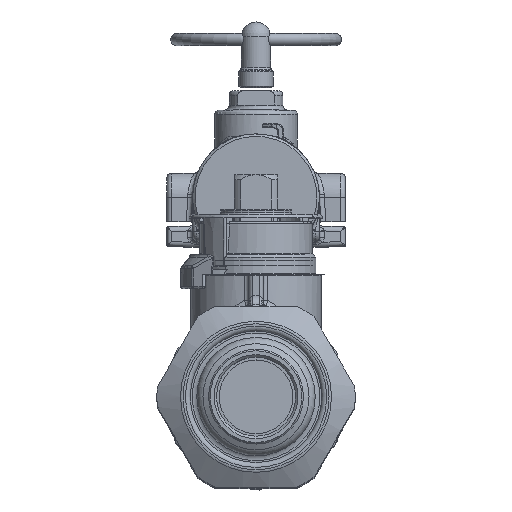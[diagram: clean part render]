
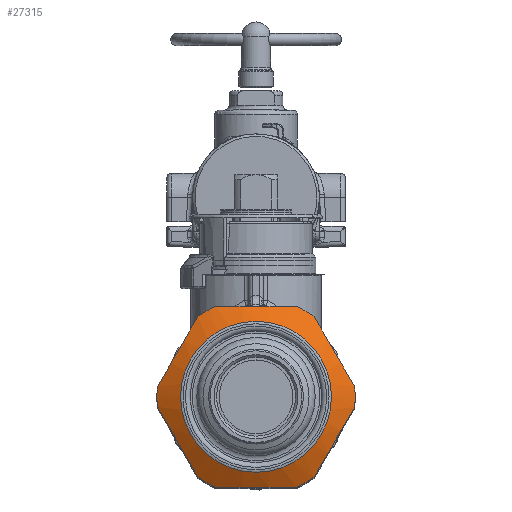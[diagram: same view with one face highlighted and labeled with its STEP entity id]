
A CAD part, top view. The second image highlights one B-rep face of the part: STEP entity #27315.
In plain terms, the highlighted conical face has half-angle 60 degrees and reference radius 17.78 mm.
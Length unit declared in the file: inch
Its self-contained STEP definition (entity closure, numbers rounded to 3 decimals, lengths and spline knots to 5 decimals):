
#73=(
BOUNDED_CURVE()
B_SPLINE_CURVE(2,(#122105,#122106,#122107),.UNSPECIFIED.,.F.,.F.)
B_SPLINE_CURVE_WITH_KNOTS((3,3),(0.,1.67512),.UNSPECIFIED.)
CURVE()
GEOMETRIC_REPRESENTATION_ITEM()
RATIONAL_B_SPLINE_CURVE((1.,1.096,1.))
REPRESENTATION_ITEM('')
);
#74=(
BOUNDED_CURVE()
B_SPLINE_CURVE(2,(#122111,#122112,#122113),.UNSPECIFIED.,.F.,.F.)
B_SPLINE_CURVE_WITH_KNOTS((3,3),(0.,1.67512),.UNSPECIFIED.)
CURVE()
GEOMETRIC_REPRESENTATION_ITEM()
RATIONAL_B_SPLINE_CURVE((1.,1.096,1.))
REPRESENTATION_ITEM('')
);
#75=(
BOUNDED_CURVE()
B_SPLINE_CURVE(2,(#122117,#122118,#122119),.UNSPECIFIED.,.F.,.F.)
B_SPLINE_CURVE_WITH_KNOTS((3,3),(0.,1.67512),.UNSPECIFIED.)
CURVE()
GEOMETRIC_REPRESENTATION_ITEM()
RATIONAL_B_SPLINE_CURVE((1.,1.096,1.))
REPRESENTATION_ITEM('')
);
#76=(
BOUNDED_CURVE()
B_SPLINE_CURVE(2,(#122123,#122124,#122125),.UNSPECIFIED.,.F.,.F.)
B_SPLINE_CURVE_WITH_KNOTS((3,3),(0.,1.67512),.UNSPECIFIED.)
CURVE()
GEOMETRIC_REPRESENTATION_ITEM()
RATIONAL_B_SPLINE_CURVE((1.,1.096,1.))
REPRESENTATION_ITEM('')
);
#77=(
BOUNDED_CURVE()
B_SPLINE_CURVE(2,(#122129,#122130,#122131),.UNSPECIFIED.,.F.,.F.)
B_SPLINE_CURVE_WITH_KNOTS((3,3),(0.,1.67512),.UNSPECIFIED.)
CURVE()
GEOMETRIC_REPRESENTATION_ITEM()
RATIONAL_B_SPLINE_CURVE((1.,1.096,1.))
REPRESENTATION_ITEM('')
);
#78=(
BOUNDED_CURVE()
B_SPLINE_CURVE(2,(#122135,#122136,#122137),.UNSPECIFIED.,.F.,.F.)
B_SPLINE_CURVE_WITH_KNOTS((3,3),(0.,1.67512),.UNSPECIFIED.)
CURVE()
GEOMETRIC_REPRESENTATION_ITEM()
RATIONAL_B_SPLINE_CURVE((1.,1.096,1.))
REPRESENTATION_ITEM('')
);
#1965=CONICAL_SURFACE('',#30278,0.7,1.047);
#3843=FACE_OUTER_BOUND('',#5690,.T.);
#5690=EDGE_LOOP('',(#24867,#24868,#24869,#24870,#24871,#24872,#24873,#24874,
#24875,#24876,#24877,#24878,#24879,#24880,#24881,#24882));
#8539=CIRCLE('',#30275,0.60928);
#8541=CIRCLE('',#30279,0.8);
#8542=CIRCLE('',#30280,0.8);
#8543=CIRCLE('',#30281,0.8);
#8544=CIRCLE('',#30282,0.8);
#8545=CIRCLE('',#30283,0.8);
#8546=CIRCLE('',#30284,0.8);
#8547=CIRCLE('',#30285,0.8);
#9450=LINE('',#122101,#10299);
#10299=VECTOR('',#36697,0.7);
#12636=VERTEX_POINT('',#122093);
#12638=VERTEX_POINT('',#122100);
#12639=VERTEX_POINT('',#122102);
#12640=VERTEX_POINT('',#122104);
#12641=VERTEX_POINT('',#122108);
#12642=VERTEX_POINT('',#122110);
#12643=VERTEX_POINT('',#122114);
#12644=VERTEX_POINT('',#122116);
#12645=VERTEX_POINT('',#122120);
#12646=VERTEX_POINT('',#122122);
#12647=VERTEX_POINT('',#122126);
#12648=VERTEX_POINT('',#122128);
#12649=VERTEX_POINT('',#122132);
#12650=VERTEX_POINT('',#122134);
#16726=EDGE_CURVE('',#12636,#12636,#8539,.T.);
#16728=EDGE_CURVE('',#12636,#12638,#9450,.T.);
#16729=EDGE_CURVE('',#12639,#12638,#8541,.T.);
#16730=EDGE_CURVE('',#12640,#12639,#73,.T.);
#16731=EDGE_CURVE('',#12641,#12640,#8542,.T.);
#16732=EDGE_CURVE('',#12642,#12641,#74,.T.);
#16733=EDGE_CURVE('',#12643,#12642,#8543,.T.);
#16734=EDGE_CURVE('',#12644,#12643,#75,.T.);
#16735=EDGE_CURVE('',#12645,#12644,#8544,.T.);
#16736=EDGE_CURVE('',#12646,#12645,#76,.T.);
#16737=EDGE_CURVE('',#12647,#12646,#8545,.T.);
#16738=EDGE_CURVE('',#12648,#12647,#77,.T.);
#16739=EDGE_CURVE('',#12649,#12648,#8546,.T.);
#16740=EDGE_CURVE('',#12650,#12649,#78,.T.);
#16741=EDGE_CURVE('',#12638,#12650,#8547,.T.);
#24867=ORIENTED_EDGE('',*,*,#16726,.F.);
#24868=ORIENTED_EDGE('',*,*,#16728,.T.);
#24869=ORIENTED_EDGE('',*,*,#16729,.F.);
#24870=ORIENTED_EDGE('',*,*,#16730,.F.);
#24871=ORIENTED_EDGE('',*,*,#16731,.F.);
#24872=ORIENTED_EDGE('',*,*,#16732,.F.);
#24873=ORIENTED_EDGE('',*,*,#16733,.F.);
#24874=ORIENTED_EDGE('',*,*,#16734,.F.);
#24875=ORIENTED_EDGE('',*,*,#16735,.F.);
#24876=ORIENTED_EDGE('',*,*,#16736,.F.);
#24877=ORIENTED_EDGE('',*,*,#16737,.F.);
#24878=ORIENTED_EDGE('',*,*,#16738,.F.);
#24879=ORIENTED_EDGE('',*,*,#16739,.F.);
#24880=ORIENTED_EDGE('',*,*,#16740,.F.);
#24881=ORIENTED_EDGE('',*,*,#16741,.F.);
#24882=ORIENTED_EDGE('',*,*,#16728,.F.);
#27315=ADVANCED_FACE('',(#3843),#1965,.T.);
#30275=AXIS2_PLACEMENT_3D('',#122095,#36689,#36690);
#30278=AXIS2_PLACEMENT_3D('',#122099,#36695,#36696);
#30279=AXIS2_PLACEMENT_3D('',#122103,#36698,#36699);
#30280=AXIS2_PLACEMENT_3D('',#122109,#36700,#36701);
#30281=AXIS2_PLACEMENT_3D('',#122115,#36702,#36703);
#30282=AXIS2_PLACEMENT_3D('',#122121,#36704,#36705);
#30283=AXIS2_PLACEMENT_3D('',#122127,#36706,#36707);
#30284=AXIS2_PLACEMENT_3D('',#122133,#36708,#36709);
#30285=AXIS2_PLACEMENT_3D('',#122138,#36710,#36711);
#36689=DIRECTION('center_axis',(0.,0.,
1.));
#36690=DIRECTION('ref_axis',(-1.,0.,0.));
#36695=DIRECTION('center_axis',(0.,0.,-1.));
#36696=DIRECTION('ref_axis',(1.,0.,0.));
#36697=DIRECTION('',(-0.866,0.,-0.5));
#36698=DIRECTION('center_axis',(0.,0.,-1.));
#36699=DIRECTION('ref_axis',(-1.,0.,0.));
#36700=DIRECTION('center_axis',(0.,0.,-1.));
#36701=DIRECTION('ref_axis',(-1.,0.,0.));
#36702=DIRECTION('center_axis',(0.,0.,-1.));
#36703=DIRECTION('ref_axis',(-1.,0.,0.));
#36704=DIRECTION('center_axis',(0.,0.,-1.));
#36705=DIRECTION('ref_axis',(-1.,0.,0.));
#36706=DIRECTION('center_axis',(0.,0.,-1.));
#36707=DIRECTION('ref_axis',(-1.,0.,0.));
#36708=DIRECTION('center_axis',(0.,0.,-1.));
#36709=DIRECTION('ref_axis',(-1.,0.,0.));
#36710=DIRECTION('center_axis',(0.,0.,-1.));
#36711=DIRECTION('ref_axis',(-1.,0.,0.));
#122093=CARTESIAN_POINT('',(-0.60928,0.,0.62464));
#122095=CARTESIAN_POINT('Origin',(0.,0.,
0.62464));
#122099=CARTESIAN_POINT('Origin',(0.,0.,0.57226));
#122100=CARTESIAN_POINT('',(-0.8,0.,0.51453));
#122101=CARTESIAN_POINT('',(-0.7,0.,0.57226));
#122102=CARTESIAN_POINT('',(-0.79583,-0.08158,0.51453));
#122103=CARTESIAN_POINT('Origin',(0.,0.,0.51453));
#122104=CARTESIAN_POINT('',(-0.46857,-0.64842,0.51453));
#122105=CARTESIAN_POINT('Ctrl Pts',(-0.46857,-0.64842,
0.51453));
#122106=CARTESIAN_POINT('Ctrl Pts',(-0.6322,-0.365,0.59182));
#122107=CARTESIAN_POINT('Ctrl Pts',(-0.79583,-0.08158,
0.51453));
#122108=CARTESIAN_POINT('',(-0.32726,-0.73,0.51453));
#122109=CARTESIAN_POINT('Origin',(0.,0.,0.51453));
#122110=CARTESIAN_POINT('',(0.32726,-0.73,0.51453));
#122111=CARTESIAN_POINT('Ctrl Pts',(0.32726,-0.73,0.51453));
#122112=CARTESIAN_POINT('Ctrl Pts',(0.,-0.73,0.59182));
#122113=CARTESIAN_POINT('Ctrl Pts',(-0.32726,-0.73,0.51453));
#122114=CARTESIAN_POINT('',(0.46857,-0.64842,0.51453));
#122115=CARTESIAN_POINT('Origin',(0.,0.,0.51453));
#122116=CARTESIAN_POINT('',(0.79583,-0.08158,0.51453));
#122117=CARTESIAN_POINT('Ctrl Pts',(0.79583,-0.08158,
0.51453));
#122118=CARTESIAN_POINT('Ctrl Pts',(0.6322,-0.365,
0.59182));
#122119=CARTESIAN_POINT('Ctrl Pts',(0.46857,-0.64842,
0.51453));
#122120=CARTESIAN_POINT('',(0.79583,0.08158,0.51453));
#122121=CARTESIAN_POINT('Origin',(0.,0.,0.51453));
#122122=CARTESIAN_POINT('',(0.46857,0.64842,0.51453));
#122123=CARTESIAN_POINT('Ctrl Pts',(0.46857,0.64842,
0.51453));
#122124=CARTESIAN_POINT('Ctrl Pts',(0.6322,0.365,0.59182));
#122125=CARTESIAN_POINT('Ctrl Pts',(0.79583,0.08158,
0.51453));
#122126=CARTESIAN_POINT('',(0.32726,0.73,0.51453));
#122127=CARTESIAN_POINT('Origin',(0.,0.,0.51453));
#122128=CARTESIAN_POINT('',(-0.32726,0.73,0.51453));
#122129=CARTESIAN_POINT('Ctrl Pts',(-0.32726,0.73,
0.51453));
#122130=CARTESIAN_POINT('Ctrl Pts',(0.,0.73,0.59182));
#122131=CARTESIAN_POINT('Ctrl Pts',(0.32726,0.73,0.51453));
#122132=CARTESIAN_POINT('',(-0.46857,0.64842,0.51453));
#122133=CARTESIAN_POINT('Origin',(0.,0.,0.51453));
#122134=CARTESIAN_POINT('',(-0.79583,0.08158,0.51453));
#122135=CARTESIAN_POINT('Ctrl Pts',(-0.79583,0.08158,
0.51453));
#122136=CARTESIAN_POINT('Ctrl Pts',(-0.6322,0.365,
0.59182));
#122137=CARTESIAN_POINT('Ctrl Pts',(-0.46857,0.64842,
0.51453));
#122138=CARTESIAN_POINT('Origin',(0.,0.,0.51453));
